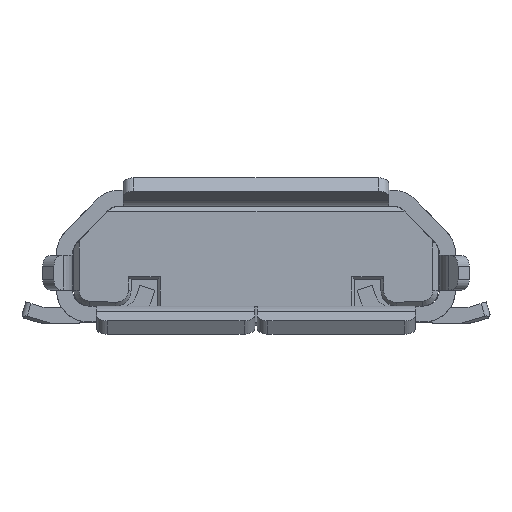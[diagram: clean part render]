
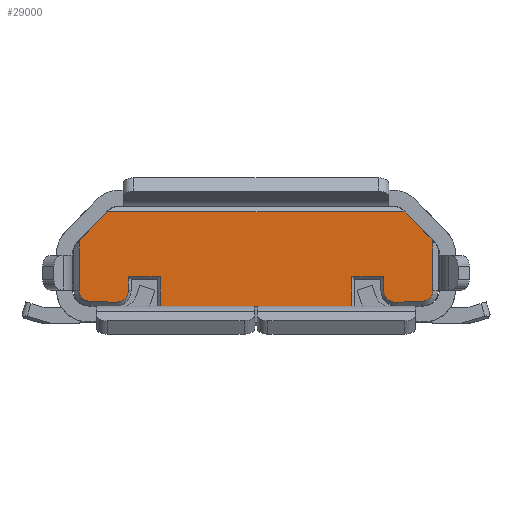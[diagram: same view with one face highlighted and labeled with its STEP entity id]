
A CAD part, top view. The second image highlights one B-rep face of the part: STEP entity #29000.
In plain terms, the highlighted planar face has unit normal (0, 0, 1).
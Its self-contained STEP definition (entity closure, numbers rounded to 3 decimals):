
#27070=CARTESIAN_POINT('',(-0.618,0.352,1.5));
#27080=DIRECTION('',(0.,0.,1.));
#27090=DIRECTION('',(1.,0.,-0.));
#27100=AXIS2_PLACEMENT_3D('',#27070,#27080,#27090);
#27110=PLANE('',#27100);
#27120=CARTESIAN_POINT('',(0.,0.858,1.5));
#27130=DIRECTION('',(1.,0.,0.));
#27140=VECTOR('',#27130,1.);
#27150=LINE('',#27120,#27140);
#27160=CARTESIAN_POINT('',(-1.1,0.858,1.5));
#27170=VERTEX_POINT('',#27160);
#27180=CARTESIAN_POINT('',(-0.5,0.858,1.5));
#27190=VERTEX_POINT('',#27180);
#27200=EDGE_CURVE('',#27170,#27190,#27150,.T.);
#27210=ORIENTED_EDGE('',*,*,#27200,.T.);
#27220=CARTESIAN_POINT('',(-1.1,0.,1.5));
#27230=DIRECTION('',(-0.,1.,0.));
#27240=VECTOR('',#27230,1.);
#27250=LINE('',#27220,#27240);
#27260=CARTESIAN_POINT('',(-1.1,0.6,1.5));
#27270=VERTEX_POINT('',#27260);
#27280=EDGE_CURVE('',#27270,#27170,#27250,.T.);
#27290=ORIENTED_EDGE('',*,*,#27280,.T.);
#27300=CARTESIAN_POINT('',(-1.35,0.375,1.5));
#27310=CARTESIAN_POINT('',(-1.29,0.375,1.5));
#27320=CARTESIAN_POINT('',(-1.196,0.404,1.5));
#27330=CARTESIAN_POINT('',(-1.115,0.503,1.5));
#27340=CARTESIAN_POINT('',(-1.1,0.568,1.5));
#27350=CARTESIAN_POINT('',(-1.1,0.6,1.5));
#27360=B_SPLINE_CURVE_WITH_KNOTS('',3,(#27300,#27310,#27320,#27330,
#27340,#27350),.UNSPECIFIED.,.F.,.F.,(4,1,1,4),(0.,0.484,
0.741,1.),.UNSPECIFIED.);
#27370=CARTESIAN_POINT('',(-1.35,0.375,1.5));
#27380=VERTEX_POINT('',#27370);
#27390=EDGE_CURVE('',#27380,#27270,#27360,.T.);
#27400=ORIENTED_EDGE('',*,*,#27390,.T.);
#27410=CARTESIAN_POINT('',(-1.825,0.4,1.5));
#27420=CARTESIAN_POINT('',(-1.666,0.4,1.5));
#27430=CARTESIAN_POINT('',(-1.509,0.375,1.5));
#27440=CARTESIAN_POINT('',(-1.35,0.375,1.5));
#27450=B_SPLINE_CURVE_WITH_KNOTS('',3,(#27410,#27420,#27430,#27440),
.UNSPECIFIED.,.F.,.F.,(4,4),(0.,0.477),.UNSPECIFIED.);
#27460=CARTESIAN_POINT('',(-1.825,0.4,1.5));
#27470=VERTEX_POINT('',#27460);
#27480=EDGE_CURVE('',#27470,#27380,#27450,.T.);
#27490=ORIENTED_EDGE('',*,*,#27480,.T.);
#27500=CARTESIAN_POINT('',(-1.825,0.6,1.5));
#27510=DIRECTION('',(0.,0.,1.));
#27520=DIRECTION('',(-1.,0.,0.));
#27530=AXIS2_PLACEMENT_3D('',#27500,#27510,#27520);
#27540=CIRCLE('',#27530,0.2);
#27550=CARTESIAN_POINT('',(-2.025,0.6,1.5));
#27560=VERTEX_POINT('',#27550);
#27570=EDGE_CURVE('',#27560,#27470,#27540,.T.);
#27580=ORIENTED_EDGE('',*,*,#27570,.T.);
#27590=CARTESIAN_POINT('',(-2.025,0.,1.5));
#27600=DIRECTION('',(-0.,-1.,0.));
#27610=VECTOR('',#27600,1.);
#27620=LINE('',#27590,#27610);
#27630=CARTESIAN_POINT('',(-2.025,1.53,1.5));
#27640=VERTEX_POINT('',#27630);
#27650=EDGE_CURVE('',#27640,#27560,#27620,.T.);
#27660=ORIENTED_EDGE('',*,*,#27650,.T.);
#27670=CARTESIAN_POINT('',(-3.508,0.,1.5));
#27680=DIRECTION('',(-0.696,-0.718,-0.));
#27690=VECTOR('',#27680,1.);
#27700=LINE('',#27670,#27690);
#27710=CARTESIAN_POINT('',(-1.489,2.08,
1.5));
#27720=VERTEX_POINT('',#27710);
#27730=EDGE_CURVE('',#27720,#27640,#27700,.T.);
#27740=ORIENTED_EDGE('',*,*,#27730,.T.);
#27750=CARTESIAN_POINT('',(0.,2.08,1.5));
#27760=DIRECTION('',(-1.,-0.,0.));
#27770=VECTOR('',#27760,1.);
#27780=LINE('',#27750,#27770);
#27790=CARTESIAN_POINT('',(4.089,2.08,
1.5));
#27800=VERTEX_POINT('',#27790);
#27810=EDGE_CURVE('',#27800,#27720,#27780,.T.);
#27820=ORIENTED_EDGE('',*,*,#27810,.T.);
#27830=CARTESIAN_POINT('',(6.108,0.,1.5));
#27840=DIRECTION('',(-0.696,0.718,0.));
#27850=VECTOR('',#27840,1.);
#27860=LINE('',#27830,#27850);
#27870=CARTESIAN_POINT('',(4.625,1.53,1.5));
#27880=VERTEX_POINT('',#27870);
#27890=EDGE_CURVE('',#27880,#27800,#27860,.T.);
#27900=ORIENTED_EDGE('',*,*,#27890,.T.);
#27910=CARTESIAN_POINT('',(4.625,0.,1.5));
#27920=DIRECTION('',(-0.,1.,-0.));
#27930=VECTOR('',#27920,1.);
#27940=LINE('',#27910,#27930);
#27950=CARTESIAN_POINT('',(4.625,0.6,1.5));
#27960=VERTEX_POINT('',#27950);
#27970=EDGE_CURVE('',#27960,#27880,#27940,.T.);
#27980=ORIENTED_EDGE('',*,*,#27970,.T.);
#27990=CARTESIAN_POINT('',(4.425,0.6,
1.5));
#28000=DIRECTION('',(0.,0.,1.));
#28010=DIRECTION('',(-1.,0.,0.));
#28020=AXIS2_PLACEMENT_3D('',#27990,#28000,#28010);
#28030=CIRCLE('',#28020,0.2);
#28040=CARTESIAN_POINT('',(4.425,0.4,1.5));
#28050=VERTEX_POINT('',#28040);
#28060=EDGE_CURVE('',#28050,#27960,#28030,.T.);
#28070=ORIENTED_EDGE('',*,*,#28060,.T.);
#28080=CARTESIAN_POINT('',(3.95,0.375,1.5));
#28090=CARTESIAN_POINT('',(4.109,0.375,1.5));
#28100=CARTESIAN_POINT('',(4.266,0.4,1.5));
#28110=CARTESIAN_POINT('',(4.425,0.4,1.5));
#28120=B_SPLINE_CURVE_WITH_KNOTS('',3,(#28080,#28090,#28100,#28110),
.UNSPECIFIED.,.F.,.F.,(4,4),(0.,0.477),.UNSPECIFIED.);
#28130=CARTESIAN_POINT('',(3.95,0.375,1.5));
#28140=VERTEX_POINT('',#28130);
#28150=EDGE_CURVE('',#28140,#28050,#28120,.T.);
#28160=ORIENTED_EDGE('',*,*,#28150,.T.);
#28170=CARTESIAN_POINT('',(3.7,0.6,1.5));
#28180=CARTESIAN_POINT('',(3.7,0.568,1.5));
#28190=CARTESIAN_POINT('',(3.715,0.503,1.5));
#28200=CARTESIAN_POINT('',(3.796,0.405,1.5));
#28210=CARTESIAN_POINT('',(3.89,0.375,1.5));
#28220=CARTESIAN_POINT('',(3.95,0.375,1.5));
#28230=B_SPLINE_CURVE_WITH_KNOTS('',3,(#28170,#28180,#28190,#28200,
#28210,#28220),.UNSPECIFIED.,.F.,.F.,(4,1,1,4),(0.,0.259,
0.516,1.),.UNSPECIFIED.);
#28240=CARTESIAN_POINT('',(3.7,0.6,1.5));
#28250=VERTEX_POINT('',#28240);
#28260=EDGE_CURVE('',#28250,#28140,#28230,.T.);
#28270=ORIENTED_EDGE('',*,*,#28260,.T.);
#28280=CARTESIAN_POINT('',(3.7,0.,1.5));
#28290=DIRECTION('',(-0.,-1.,0.));
#28300=VECTOR('',#28290,1.);
#28310=LINE('',#28280,#28300);
#28320=CARTESIAN_POINT('',(3.7,0.858,1.5));
#28330=VERTEX_POINT('',#28320);
#28340=EDGE_CURVE('',#28330,#28250,#28310,.T.);
#28350=ORIENTED_EDGE('',*,*,#28340,.T.);
#28360=CARTESIAN_POINT('',(0.,0.858,1.5));
#28370=DIRECTION('',(1.,-0.,-0.));
#28380=VECTOR('',#28370,1.);
#28390=LINE('',#28360,#28380);
#28400=CARTESIAN_POINT('',(3.1,0.858,1.5));
#28410=VERTEX_POINT('',#28400);
#28420=EDGE_CURVE('',#28410,#28330,#28390,.T.);
#28430=ORIENTED_EDGE('',*,*,#28420,.T.);
#28440=CARTESIAN_POINT('',(3.1,0.,1.5));
#28450=DIRECTION('',(-0.,1.,0.));
#28460=VECTOR('',#28450,1.);
#28470=LINE('',#28440,#28460);
#28480=CARTESIAN_POINT('',(3.1,0.3,1.5));
#28490=VERTEX_POINT('',#28480);
#28500=EDGE_CURVE('',#28490,#28410,#28470,.T.);
#28510=ORIENTED_EDGE('',*,*,#28500,.T.);
#28520=CARTESIAN_POINT('',(0.,0.3,1.5));
#28530=DIRECTION('',(-1.,-0.,0.));
#28540=VECTOR('',#28530,1.);
#28550=LINE('',#28520,#28540);
#28560=CARTESIAN_POINT('',(1.325,0.3,1.5));
#28570=VERTEX_POINT('',#28560);
#28580=EDGE_CURVE('',#28490,#28570,#28550,.T.);
#28590=ORIENTED_EDGE('',*,*,#28580,.F.);
#28600=CARTESIAN_POINT('',(1.325,0.,1.5));
#28610=DIRECTION('',(0.,1.,-0.));
#28620=VECTOR('',#28610,1.);
#28630=LINE('',#28600,#28620);
#28640=CARTESIAN_POINT('',(1.325,0.05,1.5));
#28650=VERTEX_POINT('',#28640);
#28660=EDGE_CURVE('',#28650,#28570,#28630,.T.);
#28670=ORIENTED_EDGE('',*,*,#28660,.T.);
#28680=CARTESIAN_POINT('',(0.,0.05,1.5));
#28690=DIRECTION('',(1.,0.,0.));
#28700=VECTOR('',#28690,1.);
#28710=LINE('',#28680,#28700);
#28720=CARTESIAN_POINT('',(1.275,0.05,1.5));
#28730=VERTEX_POINT('',#28720);
#28740=EDGE_CURVE('',#28730,#28650,#28710,.T.);
#28750=ORIENTED_EDGE('',*,*,#28740,.T.);
#28760=CARTESIAN_POINT('',(1.275,0.,1.5));
#28770=DIRECTION('',(0.,-1.,-0.));
#28780=VECTOR('',#28770,1.);
#28790=LINE('',#28760,#28780);
#28800=CARTESIAN_POINT('',(1.275,0.3,1.5));
#28810=VERTEX_POINT('',#28800);
#28820=EDGE_CURVE('',#28810,#28730,#28790,.T.);
#28830=ORIENTED_EDGE('',*,*,#28820,.T.);
#28840=CARTESIAN_POINT('',(0.,0.3,1.5));
#28850=DIRECTION('',(-1.,0.,0.));
#28860=VECTOR('',#28850,1.);
#28870=LINE('',#28840,#28860);
#28880=CARTESIAN_POINT('',(-0.5,0.3,1.5));
#28890=VERTEX_POINT('',#28880);
#28900=EDGE_CURVE('',#28810,#28890,#28870,.T.);
#28910=ORIENTED_EDGE('',*,*,#28900,.F.);
#28920=CARTESIAN_POINT('',(-0.5,0.,1.5));
#28930=DIRECTION('',(-0.,-1.,0.));
#28940=VECTOR('',#28930,1.);
#28950=LINE('',#28920,#28940);
#28960=EDGE_CURVE('',#27190,#28890,#28950,.T.);
#28970=ORIENTED_EDGE('',*,*,#28960,.T.);
#28980=EDGE_LOOP('',(#28970,#28910,#28830,#28750,#28670,#28590,#28510,
#28430,#28350,#28270,#28160,#28070,#27980,#27900,#27820,#27740,#27660,
#27580,#27490,#27400,#27290,#27210));
#28990=FACE_OUTER_BOUND('',#28980,.T.);
#29000=ADVANCED_FACE('',(#28990),#27110,.T.);
